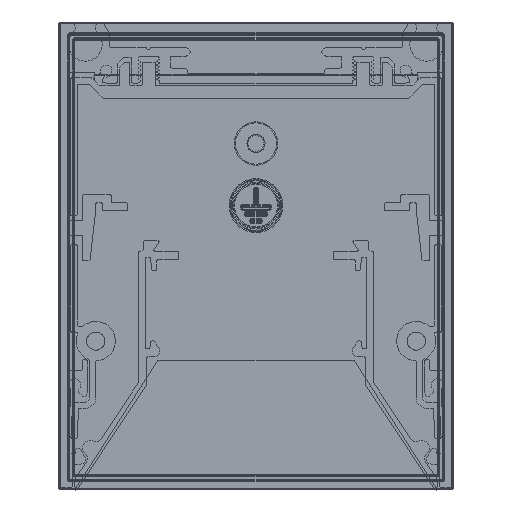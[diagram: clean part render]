
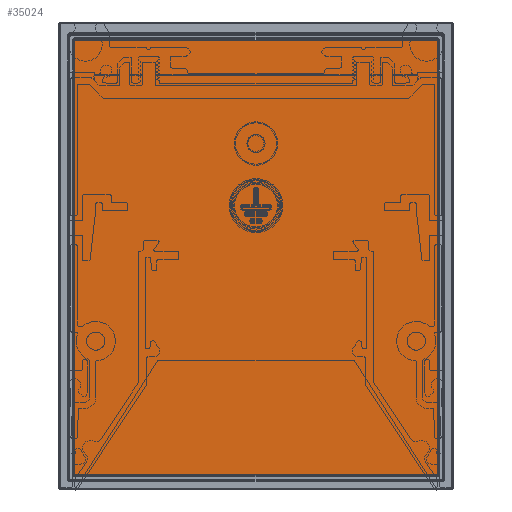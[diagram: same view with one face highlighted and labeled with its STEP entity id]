
A CAD part, front view. The second image highlights one B-rep face of the part: STEP entity #35024.
In plain terms, the highlighted planar face has unit normal (0, -1, 0).
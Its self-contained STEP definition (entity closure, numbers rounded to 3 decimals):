
#2696=CIRCLE('',#38296,0.001);
#2701=CIRCLE('',#38302,0.001);
#2916=CIRCLE('',#38769,0.001);
#2920=CIRCLE('',#38774,0.001);
#5443=FACE_OUTER_BOUND('',#7525,.T.);
#7525=EDGE_LOOP('',(#29928,#29929,#29930,#29931,#29932,#29933,#29934,#29935));
#9974=LINE('',#63375,#12689);
#10234=LINE('',#66378,#12949);
#10236=LINE('',#66415,#12951);
#10238=LINE('',#66448,#12953);
#12689=VECTOR('',#46691,10.);
#12949=VECTOR('',#47881,10.);
#12951=VECTOR('',#47895,10.);
#12953=VECTOR('',#47905,10.);
#16152=VERTEX_POINT('',#63363);
#16154=VERTEX_POINT('',#63366);
#16156=VERTEX_POINT('',#63372);
#16158=VERTEX_POINT('',#63402);
#16467=VERTEX_POINT('',#66377);
#16468=VERTEX_POINT('',#66405);
#16470=VERTEX_POINT('',#66411);
#16472=VERTEX_POINT('',#66441);
#20563=EDGE_CURVE('',#16154,#16152,#2696,.T.);
#20567=EDGE_CURVE('',#16152,#16156,#9974,.T.);
#20570=EDGE_CURVE('',#16156,#16158,#2701,.T.);
#21152=EDGE_CURVE('',#16154,#16467,#10234,.T.);
#21156=EDGE_CURVE('',#16467,#16468,#2916,.T.);
#21159=EDGE_CURVE('',#16468,#16470,#10236,.T.);
#21162=EDGE_CURVE('',#16470,#16472,#2920,.T.);
#21164=EDGE_CURVE('',#16472,#16158,#10238,.T.);
#29928=ORIENTED_EDGE('',*,*,#21164,.F.);
#29929=ORIENTED_EDGE('',*,*,#21162,.F.);
#29930=ORIENTED_EDGE('',*,*,#21159,.F.);
#29931=ORIENTED_EDGE('',*,*,#21156,.F.);
#29932=ORIENTED_EDGE('',*,*,#21152,.F.);
#29933=ORIENTED_EDGE('',*,*,#20563,.T.);
#29934=ORIENTED_EDGE('',*,*,#20567,.T.);
#29935=ORIENTED_EDGE('',*,*,#20570,.T.);
#33358=PLANE('',#38779);
#35024=ADVANCED_FACE('',(#5443),#33358,.F.);
#38296=AXIS2_PLACEMENT_3D('',#63367,#46681,#46682);
#38302=AXIS2_PLACEMENT_3D('',#63405,#46695,#46696);
#38769=AXIS2_PLACEMENT_3D('',#66409,#47888,#47889);
#38774=AXIS2_PLACEMENT_3D('',#66445,#47900,#47901);
#38779=AXIS2_PLACEMENT_3D('',#66455,#47915,#47916);
#46681=DIRECTION('center_axis',(0.,-1.,0.));
#46682=DIRECTION('ref_axis',(0.707,0.,-0.707));
#46691=DIRECTION('',(0.,0.,1.));
#46695=DIRECTION('center_axis',(0.,-1.,0.));
#46696=DIRECTION('ref_axis',(0.707,0.,0.707));
#47881=DIRECTION('',(-1.,0.,0.));
#47888=DIRECTION('center_axis',(0.,1.,0.));
#47889=DIRECTION('ref_axis',(-0.707,0.,-0.707));
#47895=DIRECTION('',(0.,0.,1.));
#47900=DIRECTION('center_axis',(0.,1.,0.));
#47901=DIRECTION('ref_axis',(-0.707,0.,0.707));
#47905=DIRECTION('',(1.,0.,0.));
#47915=DIRECTION('center_axis',(0.,1.,0.));
#47916=DIRECTION('ref_axis',(1.,0.,0.));
#63363=CARTESIAN_POINT('',(35.008,-425.,-77.507));
#63366=CARTESIAN_POINT('',(35.007,-425.,-77.508));
#63367=CARTESIAN_POINT('Origin',(35.007,-425.,-77.507));
#63372=CARTESIAN_POINT('',(35.008,-425.,6.507));
#63375=CARTESIAN_POINT('',(35.008,-425.,-14.4));
#63402=CARTESIAN_POINT('',(35.007,-425.,6.508));
#63405=CARTESIAN_POINT('Origin',(35.007,-425.,6.507));
#66377=CARTESIAN_POINT('',(-35.007,-425.,-77.508));
#66378=CARTESIAN_POINT('',(-17.6,-425.,-77.508));
#66405=CARTESIAN_POINT('',(-35.008,-425.,-77.507));
#66409=CARTESIAN_POINT('Origin',(-35.007,-425.,-77.507));
#66411=CARTESIAN_POINT('',(-35.008,-425.,6.507));
#66415=CARTESIAN_POINT('',(-35.008,-425.,-14.4));
#66441=CARTESIAN_POINT('',(-35.007,-425.,6.508));
#66445=CARTESIAN_POINT('Origin',(-35.007,-425.,6.507));
#66448=CARTESIAN_POINT('',(17.6,-425.,6.508));
#66455=CARTESIAN_POINT('Origin',(0.,-425.,-35.5));
